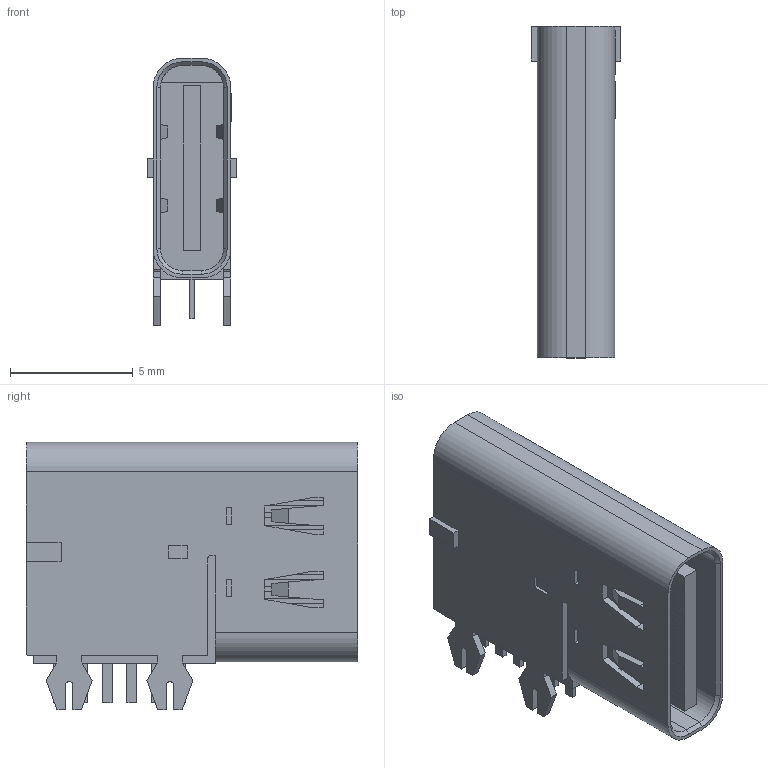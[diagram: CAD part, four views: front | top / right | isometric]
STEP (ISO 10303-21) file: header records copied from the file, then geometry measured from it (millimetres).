
FILE_DESCRIPTION(('FreeCAD Model'),'2;1');
FILE_NAME('Open CASCADE Shape Model','2024-05-29T14:32:41',('Author'),( ''),'Open CASCADE STEP processor 7.6','FreeCAD','Unknown');
FILE_SCHEMA(('AUTOMOTIVE_DESIGN { 1 0 10303 214 1 1 1 1 }'));
Length unit declared in the file: millimetre
Products named in the file (17): BCsc-U1; TYPE-C-TH_SHOUHAN_TYPE-C-6P-CC; COMPOUND014; COMPOUND; COMPOUND001; COMPOUND002; COMPOUND003; COMPOUND004; COMPOUND005; COMPOUND006; COMPOUND007; COMPOUND008; COMPOUND009; COMPOUND010; COMPOUND011; COMPOUND012; COMPOUND013
Assembly tree (16 placements, depth 4):
  BCsc-U1
    TYPE-C-TH_SHOUHAN_TYPE-C-6P-CC
      COMPOUND014
        COMPOUND
        COMPOUND001
        COMPOUND002
        COMPOUND003
        COMPOUND004
        COMPOUND005
        COMPOUND006
        COMPOUND007
        COMPOUND008
        COMPOUND009
        COMPOUND010
        COMPOUND011
        COMPOUND012
        COMPOUND013
Bounding box: 3.66 x 13.5 x 10.9 mm (x, y, z)
Volume: 275.3 mm3; surface area: 935.3 mm2
Topology: 14 solids, 14 shells, 596 faces, 1577 edges, 1048 vertices
Faces by surface type: plane 476, bspline 98, cylinder 18, cone 4
Entity records: 22809 total; most frequent: CARTESIAN_POINT 4544, ORIENTED_EDGE 3154, DIRECTION 2449, EDGE_CURVE 1577, LINE 1335, VECTOR 1335, VERTEX_POINT 1048, FACE_BOUND 649
